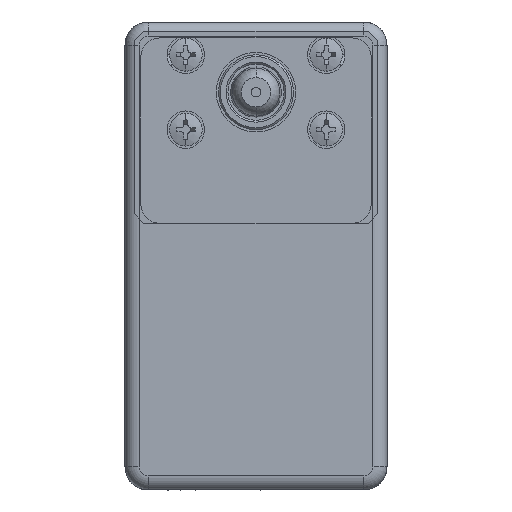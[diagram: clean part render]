
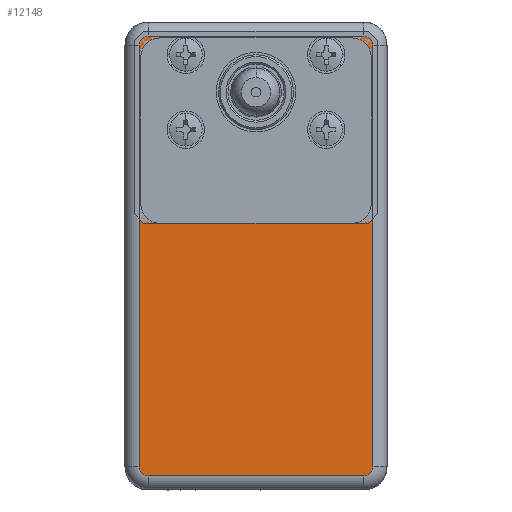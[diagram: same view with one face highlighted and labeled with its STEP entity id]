
A CAD part, front view. The second image highlights one B-rep face of the part: STEP entity #12148.
In plain terms, the highlighted planar face has unit normal (0, -1, 0).
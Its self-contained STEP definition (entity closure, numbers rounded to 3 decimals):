
#436 = LINE ( 'NONE', #13450, #2815 ) ;
#708 = EDGE_CURVE ( 'NONE', #3800, #14327, #12319, .T. ) ;
#900 = AXIS2_PLACEMENT_3D ( 'NONE', #7536, #15717, #8591 ) ;
#965 = LINE ( 'NONE', #3578, #7957 ) ;
#1194 = CARTESIAN_POINT ( 'NONE',  ( -12.3, -27.5, 20.55 ) ) ;
#1285 = DIRECTION ( 'NONE',  ( 0., 0., -1. ) ) ;
#1508 = DIRECTION ( 'NONE',  ( 0., 0., -1. ) ) ;
#1855 = DIRECTION ( 'NONE',  ( 0., 0., -1. ) ) ;
#1912 = DIRECTION ( 'NONE',  ( 0., 0., -1. ) ) ;
#2097 = CIRCLE ( 'NONE', #8693, 2. ) ;
#2153 = CARTESIAN_POINT ( 'NONE',  ( -11.5, -27.5, -24.25 ) ) ;
#2236 = CARTESIAN_POINT ( 'NONE',  ( 10.3, -27.5, 4.75 ) ) ;
#2317 = EDGE_CURVE ( 'NONE', #6725, #18025, #8787, .T. ) ;
#2455 = AXIS2_PLACEMENT_3D ( 'NONE', #14483, #17654, #1912 ) ;
#2611 = CARTESIAN_POINT ( 'NONE',  ( 12.5, -27.5, 21.75 ) ) ;
#2764 = LINE ( 'NONE', #12795, #4877 ) ;
#2815 = VECTOR ( 'NONE', #9233, 1000. ) ;
#2879 = CARTESIAN_POINT ( 'NONE',  ( 12.3, -27.5, 20.55 ) ) ;
#3162 = LINE ( 'NONE', #15812, #15886 ) ;
#3282 = CARTESIAN_POINT ( 'NONE',  ( 10.3, -27.5, 22.55 ) ) ;
#3340 = ORIENTED_EDGE ( 'NONE', *, *, #16734, .T. ) ;
#3461 = CARTESIAN_POINT ( 'NONE',  ( -10.3, -27.5, 20.55 ) ) ;
#3578 = CARTESIAN_POINT ( 'NONE',  ( 12.5, -27.5, 21.75 ) ) ;
#3667 = LINE ( 'NONE', #13511, #12630 ) ;
#3785 = ORIENTED_EDGE ( 'NONE', *, *, #4154, .F. ) ;
#3800 = VERTEX_POINT ( 'NONE', #2879 ) ;
#3873 = EDGE_CURVE ( 'NONE', #13648, #6725, #436, .T. ) ;
#3935 = ORIENTED_EDGE ( 'NONE', *, *, #708, .F. ) ;
#3972 = VERTEX_POINT ( 'NONE', #11015 ) ;
#4084 = CARTESIAN_POINT ( 'NONE',  ( 0., -27.5, -0.75 ) ) ;
#4117 = ORIENTED_EDGE ( 'NONE', *, *, #4241, .F. ) ;
#4154 = EDGE_CURVE ( 'NONE', #6438, #3800, #2764, .T. ) ;
#4234 = AXIS2_PLACEMENT_3D ( 'NONE', #10217, #16030, #1508 ) ;
#4241 = EDGE_CURVE ( 'NONE', #16133, #3972, #17741, .T. ) ;
#4262 = AXIS2_PLACEMENT_3D ( 'NONE', #3461, #16400, #11987 ) ;
#4555 = CARTESIAN_POINT ( 'NONE',  ( -11.5, -27.5, -23.25 ) ) ;
#4572 = CIRCLE ( 'NONE', #4262, 2. ) ;
#4651 = DIRECTION ( 'NONE',  ( 0., 0., -1. ) ) ;
#4877 = VECTOR ( 'NONE', #14475, 1000. ) ;
#4963 = CARTESIAN_POINT ( 'NONE',  ( -12.5, -27.5, 21.75 ) ) ;
#4967 = CARTESIAN_POINT ( 'NONE',  ( -10.3, -27.5, 4.75 ) ) ;
#5023 = LINE ( 'NONE', #12168, #10816 ) ;
#5071 = CARTESIAN_POINT ( 'NONE',  ( 10.3, -27.5, 2.75 ) ) ;
#5425 = VERTEX_POINT ( 'NONE', #5071 ) ;
#5444 = CARTESIAN_POINT ( 'NONE',  ( -10.3, -27.5, 2.75 ) ) ;
#5508 = AXIS2_PLACEMENT_3D ( 'NONE', #4967, #15110, #13604 ) ;
#5948 = CARTESIAN_POINT ( 'NONE',  ( 11.5, -27.5, 22.75 ) ) ;
#6101 = CIRCLE ( 'NONE', #5508, 2. ) ;
#6290 = EDGE_LOOP ( 'NONE', ( #13359, #13948, #12584, #13680, #14665, #17227, #10272, #3340 ) ) ;
#6313 = VERTEX_POINT ( 'NONE', #2611 ) ;
#6438 = VERTEX_POINT ( 'NONE', #17226 ) ;
#6596 = VERTEX_POINT ( 'NONE', #5444 ) ;
#6725 = VERTEX_POINT ( 'NONE', #13413 ) ;
#7380 = DIRECTION ( 'NONE',  ( 0., -1., 0. ) ) ;
#7536 = CARTESIAN_POINT ( 'NONE',  ( 11.5, -27.5, 21.75 ) ) ;
#7698 = DIRECTION ( 'NONE',  ( -1., 0., 0. ) ) ;
#7957 = VECTOR ( 'NONE', #16708, 1000. ) ;
#7958 = EDGE_CURVE ( 'NONE', #3972, #6596, #6101, .T. ) ;
#8104 = VERTEX_POINT ( 'NONE', #14059 ) ;
#8591 = DIRECTION ( 'NONE',  ( 0., 0., -1. ) ) ;
#8693 = AXIS2_PLACEMENT_3D ( 'NONE', #2236, #17966, #16391 ) ;
#8787 = CIRCLE ( 'NONE', #10283, 1. ) ;
#8976 = DIRECTION ( 'NONE',  ( 1., 0., 0. ) ) ;
#9020 = CIRCLE ( 'NONE', #2455, 1. ) ;
#9044 = CARTESIAN_POINT ( 'NONE',  ( -11.5, -27.5, 22.75 ) ) ;
#9233 = DIRECTION ( 'NONE',  ( 1., 0., 0. ) ) ;
#9339 = VECTOR ( 'NONE', #17580, 1000. ) ;
#9809 = DIRECTION ( 'NONE',  ( 0., -1., 0. ) ) ;
#9846 = EDGE_CURVE ( 'NONE', #18025, #6313, #965, .T. ) ;
#10217 = CARTESIAN_POINT ( 'NONE',  ( 10.3, -27.5, 20.55 ) ) ;
#10272 = ORIENTED_EDGE ( 'NONE', *, *, #14994, .T. ) ;
#10283 = AXIS2_PLACEMENT_3D ( 'NONE', #12247, #13570, #1855 ) ;
#10701 = VERTEX_POINT ( 'NONE', #5948 ) ;
#10723 = VERTEX_POINT ( 'NONE', #16444 ) ;
#10816 = VECTOR ( 'NONE', #8976, 1000. ) ;
#11015 = CARTESIAN_POINT ( 'NONE',  ( -12.3, -27.5, 4.75 ) ) ;
#11225 = FACE_OUTER_BOUND ( 'NONE', #6290, .T. ) ;
#11851 = DIRECTION ( 'NONE',  ( 0., 0., -1. ) ) ;
#11924 = EDGE_CURVE ( 'NONE', #6596, #5425, #5023, .T. ) ;
#11968 = AXIS2_PLACEMENT_3D ( 'NONE', #4084, #9809, #1285 ) ;
#11987 = DIRECTION ( 'NONE',  ( 0., 0., -1. ) ) ;
#12148 = ADVANCED_FACE ( 'NONE', ( #11225, #14121 ), #16938, .T. ) ;
#12168 = CARTESIAN_POINT ( 'NONE',  ( -10.3, -27.5, 2.75 ) ) ;
#12247 = CARTESIAN_POINT ( 'NONE',  ( 11.5, -27.5, -23.25 ) ) ;
#12319 = CIRCLE ( 'NONE', #4234, 2. ) ;
#12540 = VERTEX_POINT ( 'NONE', #4963 ) ;
#12577 = CIRCLE ( 'NONE', #900, 1. ) ;
#12584 = ORIENTED_EDGE ( 'NONE', *, *, #3873, .T. ) ;
#12630 = VECTOR ( 'NONE', #7698, 1000. ) ;
#12686 = ORIENTED_EDGE ( 'NONE', *, *, #11924, .F. ) ;
#12723 = CARTESIAN_POINT ( 'NONE',  ( -11.5, -27.5, 22.75 ) ) ;
#12795 = CARTESIAN_POINT ( 'NONE',  ( 12.3, -27.5, 4.75 ) ) ;
#12811 = EDGE_CURVE ( 'NONE', #5425, #6438, #2097, .T. ) ;
#12934 = VERTEX_POINT ( 'NONE', #12723 ) ;
#13145 = EDGE_CURVE ( 'NONE', #12540, #8104, #3162, .T. ) ;
#13164 = AXIS2_PLACEMENT_3D ( 'NONE', #4555, #7380, #4651 ) ;
#13359 = ORIENTED_EDGE ( 'NONE', *, *, #13145, .T. ) ;
#13413 = CARTESIAN_POINT ( 'NONE',  ( 11.5, -27.5, -24.25 ) ) ;
#13450 = CARTESIAN_POINT ( 'NONE',  ( 11.5, -27.5, -24.25 ) ) ;
#13511 = CARTESIAN_POINT ( 'NONE',  ( -10.3, -27.5, 22.55 ) ) ;
#13570 = DIRECTION ( 'NONE',  ( 0., -1., 0. ) ) ;
#13604 = DIRECTION ( 'NONE',  ( 0., 0., -1. ) ) ;
#13648 = VERTEX_POINT ( 'NONE', #2153 ) ;
#13680 = ORIENTED_EDGE ( 'NONE', *, *, #2317, .T. ) ;
#13862 = EDGE_CURVE ( 'NONE', #8104, #13648, #17659, .T. ) ;
#13884 = VECTOR ( 'NONE', #11851, 1000. ) ;
#13921 = ORIENTED_EDGE ( 'NONE', *, *, #17210, .F. ) ;
#13948 = ORIENTED_EDGE ( 'NONE', *, *, #13862, .T. ) ;
#13979 = EDGE_CURVE ( 'NONE', #6313, #10701, #12577, .T. ) ;
#14059 = CARTESIAN_POINT ( 'NONE',  ( -12.5, -27.5, -23.25 ) ) ;
#14121 = FACE_BOUND ( 'NONE', #16728, .T. ) ;
#14327 = VERTEX_POINT ( 'NONE', #3282 ) ;
#14400 = LINE ( 'NONE', #9044, #9339 ) ;
#14475 = DIRECTION ( 'NONE',  ( 0., 0., 1. ) ) ;
#14483 = CARTESIAN_POINT ( 'NONE',  ( -11.5, -27.5, 21.75 ) ) ;
#14665 = ORIENTED_EDGE ( 'NONE', *, *, #9846, .T. ) ;
#14994 = EDGE_CURVE ( 'NONE', #10701, #12934, #14400, .T. ) ;
#15110 = DIRECTION ( 'NONE',  ( 0., -1., 0. ) ) ;
#15717 = DIRECTION ( 'NONE',  ( 0., -1., 0. ) ) ;
#15725 = DIRECTION ( 'NONE',  ( 0., 0., -1. ) ) ;
#15812 = CARTESIAN_POINT ( 'NONE',  ( -12.5, -27.5, -23.25 ) ) ;
#15821 = ORIENTED_EDGE ( 'NONE', *, *, #18426, .F. ) ;
#15886 = VECTOR ( 'NONE', #15725, 1000. ) ;
#16030 = DIRECTION ( 'NONE',  ( 0., -1., 0. ) ) ;
#16133 = VERTEX_POINT ( 'NONE', #1194 ) ;
#16145 = CARTESIAN_POINT ( 'NONE',  ( -12.3, -27.5, 4.75 ) ) ;
#16266 = ORIENTED_EDGE ( 'NONE', *, *, #7958, .F. ) ;
#16391 = DIRECTION ( 'NONE',  ( 0., 0., -1. ) ) ;
#16400 = DIRECTION ( 'NONE',  ( 0., -1., 0. ) ) ;
#16444 = CARTESIAN_POINT ( 'NONE',  ( -10.3, -27.5, 22.55 ) ) ;
#16708 = DIRECTION ( 'NONE',  ( 0., 0., 1. ) ) ;
#16728 = EDGE_LOOP ( 'NONE', ( #16266, #4117, #15821, #13921, #3935, #3785, #17911, #12686 ) ) ;
#16734 = EDGE_CURVE ( 'NONE', #12934, #12540, #9020, .T. ) ;
#16928 = CARTESIAN_POINT ( 'NONE',  ( 12.5, -27.5, -23.25 ) ) ;
#16938 = PLANE ( 'NONE',  #11968 ) ;
#17210 = EDGE_CURVE ( 'NONE', #14327, #10723, #3667, .T. ) ;
#17226 = CARTESIAN_POINT ( 'NONE',  ( 12.3, -27.5, 4.75 ) ) ;
#17227 = ORIENTED_EDGE ( 'NONE', *, *, #13979, .T. ) ;
#17580 = DIRECTION ( 'NONE',  ( -1., 0., 0. ) ) ;
#17654 = DIRECTION ( 'NONE',  ( 0., -1., 0. ) ) ;
#17659 = CIRCLE ( 'NONE', #13164, 1. ) ;
#17741 = LINE ( 'NONE', #16145, #13884 ) ;
#17911 = ORIENTED_EDGE ( 'NONE', *, *, #12811, .F. ) ;
#17966 = DIRECTION ( 'NONE',  ( 0., -1., 0. ) ) ;
#18025 = VERTEX_POINT ( 'NONE', #16928 ) ;
#18426 = EDGE_CURVE ( 'NONE', #10723, #16133, #4572, .T. ) ;
